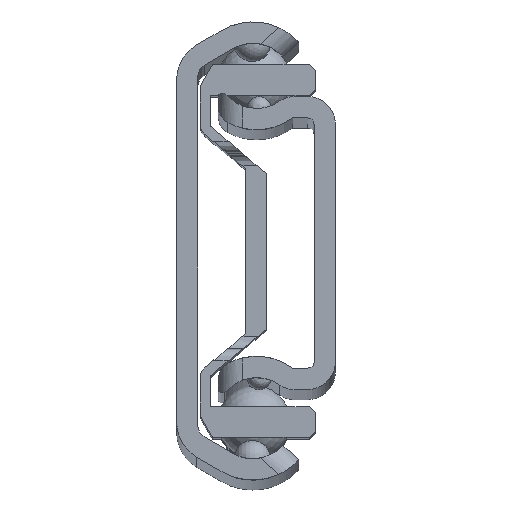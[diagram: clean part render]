
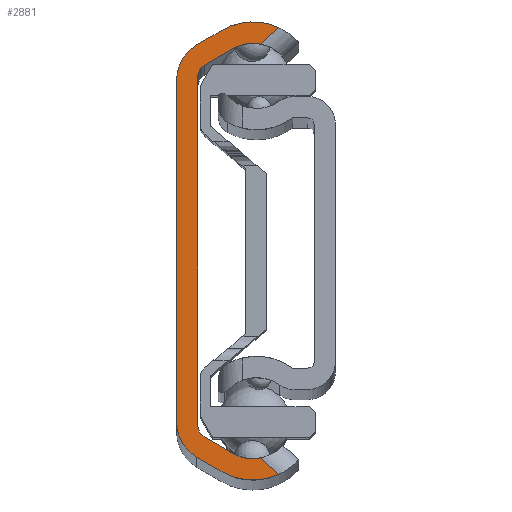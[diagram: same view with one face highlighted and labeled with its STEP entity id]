
A CAD part, top view. The second image highlights one B-rep face of the part: STEP entity #2881.
In plain terms, the highlighted planar face has unit normal (0, 0, 1).
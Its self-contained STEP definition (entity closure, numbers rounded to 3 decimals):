
#176=PLANE('',#3147);
#339=LINE('',#5793,#553);
#341=LINE('',#5799,#555);
#342=LINE('',#5803,#556);
#343=LINE('',#5807,#557);
#344=LINE('',#5810,#558);
#345=LINE('',#5812,#559);
#346=LINE('',#5816,#560);
#347=LINE('',#5819,#561);
#553=VECTOR('',#3733,10.);
#555=VECTOR('',#3739,10.);
#556=VECTOR('',#3742,10.);
#557=VECTOR('',#3745,10.);
#558=VECTOR('',#3748,10.);
#559=VECTOR('',#3749,10.);
#560=VECTOR('',#3752,10.);
#561=VECTOR('',#3755,10.);
#794=FACE_OUTER_BOUND('',#976,.T.);
#976=EDGE_LOOP('',(#2282,#2283,#2284,#2285,#2286,#2287,#2288,#2289,#2290,
#2291,#2292,#2293,#2294,#2295,#2296,#2297));
#1121=CIRCLE('',#3134,3.3);
#1129=CIRCLE('',#3145,3.3);
#1130=CIRCLE('',#3148,5.05);
#1131=CIRCLE('',#3149,3.3);
#1132=CIRCLE('',#3150,3.3);
#1133=CIRCLE('',#3151,5.05);
#1134=CIRCLE('',#3152,1.);
#1135=CIRCLE('',#3153,1.);
#1335=VERTEX_POINT('',#5590);
#1336=VERTEX_POINT('',#5592);
#1354=VERTEX_POINT('',#5724);
#1355=VERTEX_POINT('',#5759);
#1357=VERTEX_POINT('',#5764);
#1358=VERTEX_POINT('',#5796);
#1359=VERTEX_POINT('',#5798);
#1360=VERTEX_POINT('',#5800);
#1361=VERTEX_POINT('',#5802);
#1362=VERTEX_POINT('',#5804);
#1363=VERTEX_POINT('',#5806);
#1364=VERTEX_POINT('',#5808);
#1365=VERTEX_POINT('',#5811);
#1366=VERTEX_POINT('',#5813);
#1367=VERTEX_POINT('',#5815);
#1368=VERTEX_POINT('',#5817);
#1666=EDGE_CURVE('',#1335,#1336,#1121,.T.);
#1688=EDGE_CURVE('',#1354,#1355,#1129,.T.);
#1691=EDGE_CURVE('',#1357,#1354,#339,.T.);
#1693=EDGE_CURVE('',#1358,#1357,#1130,.T.);
#1694=EDGE_CURVE('',#1359,#1358,#341,.T.);
#1695=EDGE_CURVE('',#1360,#1359,#1131,.T.);
#1696=EDGE_CURVE('',#1361,#1360,#342,.T.);
#1697=EDGE_CURVE('',#1362,#1361,#1132,.T.);
#1698=EDGE_CURVE('',#1363,#1362,#343,.T.);
#1699=EDGE_CURVE('',#1364,#1363,#1133,.T.);
#1700=EDGE_CURVE('',#1336,#1364,#344,.T.);
#1701=EDGE_CURVE('',#1365,#1335,#345,.T.);
#1702=EDGE_CURVE('',#1366,#1365,#1134,.T.);
#1703=EDGE_CURVE('',#1367,#1366,#346,.T.);
#1704=EDGE_CURVE('',#1368,#1367,#1135,.T.);
#1705=EDGE_CURVE('',#1355,#1368,#347,.T.);
#2282=ORIENTED_EDGE('',*,*,#1691,.F.);
#2283=ORIENTED_EDGE('',*,*,#1693,.F.);
#2284=ORIENTED_EDGE('',*,*,#1694,.F.);
#2285=ORIENTED_EDGE('',*,*,#1695,.F.);
#2286=ORIENTED_EDGE('',*,*,#1696,.F.);
#2287=ORIENTED_EDGE('',*,*,#1697,.F.);
#2288=ORIENTED_EDGE('',*,*,#1698,.F.);
#2289=ORIENTED_EDGE('',*,*,#1699,.F.);
#2290=ORIENTED_EDGE('',*,*,#1700,.F.);
#2291=ORIENTED_EDGE('',*,*,#1666,.F.);
#2292=ORIENTED_EDGE('',*,*,#1701,.F.);
#2293=ORIENTED_EDGE('',*,*,#1702,.F.);
#2294=ORIENTED_EDGE('',*,*,#1703,.F.);
#2295=ORIENTED_EDGE('',*,*,#1704,.F.);
#2296=ORIENTED_EDGE('',*,*,#1705,.F.);
#2297=ORIENTED_EDGE('',*,*,#1688,.F.);
#2881=ADVANCED_FACE('',(#794),#176,.T.);
#3134=AXIS2_PLACEMENT_3D('',#5593,#3696,#3697);
#3145=AXIS2_PLACEMENT_3D('',#5760,#3728,#3729);
#3147=AXIS2_PLACEMENT_3D('',#5795,#3735,#3736);
#3148=AXIS2_PLACEMENT_3D('',#5797,#3737,#3738);
#3149=AXIS2_PLACEMENT_3D('',#5801,#3740,#3741);
#3150=AXIS2_PLACEMENT_3D('',#5805,#3743,#3744);
#3151=AXIS2_PLACEMENT_3D('',#5809,#3746,#3747);
#3152=AXIS2_PLACEMENT_3D('',#5814,#3750,#3751);
#3153=AXIS2_PLACEMENT_3D('',#5818,#3753,#3754);
#3696=DIRECTION('center_axis',(0.,0.,1.));
#3697=DIRECTION('ref_axis',(-0.5,-0.866,0.));
#3728=DIRECTION('center_axis',(0.,0.,1.));
#3729=DIRECTION('ref_axis',(0.745,0.667,0.));
#3733=DIRECTION('',(-0.737,-0.676,0.));
#3735=DIRECTION('center_axis',(0.,0.,1.));
#3736=DIRECTION('ref_axis',(1.,0.,0.));
#3737=DIRECTION('center_axis',(0.,0.,-1.));
#3738=DIRECTION('ref_axis',(-0.743,-0.67,0.));
#3739=DIRECTION('',(0.866,0.5,0.));
#3740=DIRECTION('center_axis',(0.,0.,-1.));
#3741=DIRECTION('ref_axis',(0.5,-0.866,0.));
#3742=DIRECTION('',(0.,1.,0.));
#3743=DIRECTION('center_axis',(0.,0.,-1.));
#3744=DIRECTION('ref_axis',(1.,0.,0.));
#3745=DIRECTION('',(-0.866,0.5,0.));
#3746=DIRECTION('center_axis',(0.,0.,-1.));
#3747=DIRECTION('ref_axis',(0.5,0.866,0.));
#3748=DIRECTION('',(0.737,-0.676,0.));
#3749=DIRECTION('',(0.866,-0.5,0.));
#3750=DIRECTION('center_axis',(0.,0.,1.));
#3751=DIRECTION('ref_axis',(-1.,0.,0.));
#3752=DIRECTION('',(0.,-1.,0.));
#3753=DIRECTION('center_axis',(0.,0.,1.));
#3754=DIRECTION('ref_axis',(-0.5,0.866,0.));
#3755=DIRECTION('',(-0.866,-0.5,0.));
#5590=CARTESIAN_POINT('',(-1.659,-16.555,236.5));
#5592=CARTESIAN_POINT('',(0.624,-16.936,236.5));
#5593=CARTESIAN_POINT('Origin',(-0.009,-13.698,
236.5));
#5724=CARTESIAN_POINT('',(0.633,16.941,236.5));
#5759=CARTESIAN_POINT('',(-1.65,16.56,236.5));
#5760=CARTESIAN_POINT('Origin',(0.,13.702,236.5));
#5764=CARTESIAN_POINT('',(2.107,18.292,236.5));
#5793=CARTESIAN_POINT('',(-3.832,12.85,236.5));
#5795=CARTESIAN_POINT('Origin',(-3.523,0.004,236.5));
#5796=CARTESIAN_POINT('',(-2.525,18.076,236.5));
#5797=CARTESIAN_POINT('Origin',(0.,13.702,236.5));
#5798=CARTESIAN_POINT('',(-4.6,16.878,236.5));
#5799=CARTESIAN_POINT('',(-4.6,16.878,236.5));
#5800=CARTESIAN_POINT('',(-6.25,14.02,236.5));
#5801=CARTESIAN_POINT('Origin',(-2.95,14.02,236.5));
#5802=CARTESIAN_POINT('',(-6.25,-14.02,236.5));
#5803=CARTESIAN_POINT('',(-6.25,-14.02,236.5));
#5804=CARTESIAN_POINT('',(-4.6,-16.878,236.5));
#5805=CARTESIAN_POINT('Origin',(-2.95,-14.02,236.5));
#5806=CARTESIAN_POINT('',(-2.534,-18.071,236.5));
#5807=CARTESIAN_POINT('',(-2.534,-18.071,236.5));
#5808=CARTESIAN_POINT('',(2.098,-18.287,236.5));
#5809=CARTESIAN_POINT('Origin',(-0.009,-13.698,
236.5));
#5810=CARTESIAN_POINT('',(-4.484,-12.255,236.5));
#5811=CARTESIAN_POINT('',(-4.,-15.204,236.5));
#5812=CARTESIAN_POINT('',(-4.,-15.204,236.5));
#5813=CARTESIAN_POINT('',(-4.5,-14.338,236.5));
#5814=CARTESIAN_POINT('Origin',(-3.5,-14.338,236.5));
#5815=CARTESIAN_POINT('',(-4.5,14.338,236.5));
#5816=CARTESIAN_POINT('',(-4.5,14.338,236.5));
#5817=CARTESIAN_POINT('',(-4.,15.204,236.5));
#5818=CARTESIAN_POINT('Origin',(-3.5,14.338,236.5));
#5819=CARTESIAN_POINT('',(-1.65,16.56,236.5));
